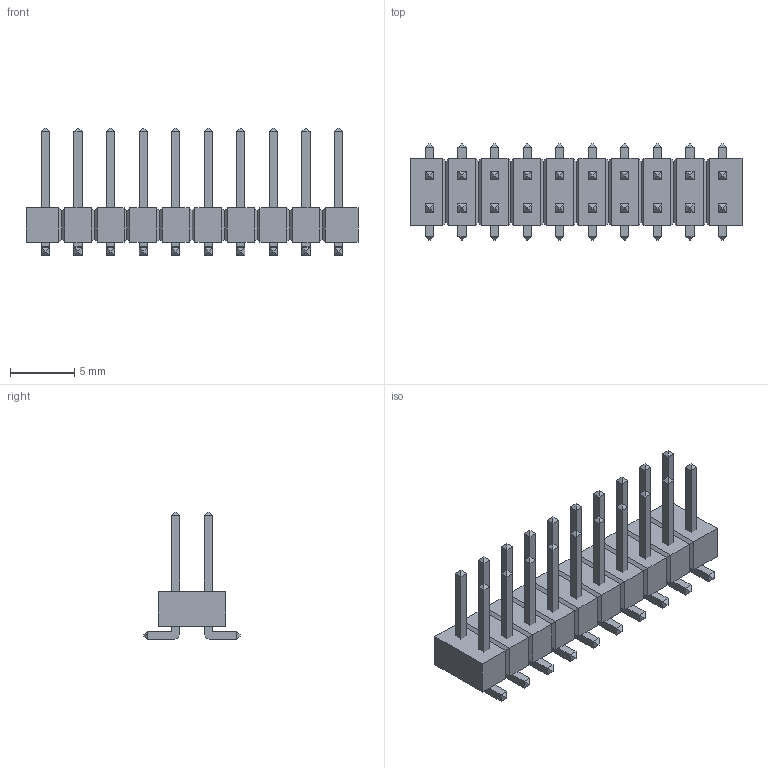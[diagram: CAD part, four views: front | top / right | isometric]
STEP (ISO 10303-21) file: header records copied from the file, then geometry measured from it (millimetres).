
FILE_DESCRIPTION(('FreeCAD Model'),'2;1');
FILE_NAME('463689.3.1.stp','2021-07-05T07:59:06',( 'Author'),(''),'Open CASCADE STEP processor 6.9','FreeCAD','Unknown' );
FILE_SCHEMA(('AUTOMOTIVE_DESIGN { 1 0 10303 214 1 1 1 1 }'));
Length unit declared in the file: millimetre
Products named in the file (3): ASSEMBLY; Body; LeadsArray
Assembly tree (2 placements, depth 2):
  ASSEMBLY
    Body
    LeadsArray
Bounding box: 25.9 x 7.5 x 9.95 mm (x, y, z)
Volume: 453.3 mm3; surface area: 1070.2 mm2
Topology: 21 solids, 21 shells, 474 faces, 1028 edges, 596 vertices
Faces by surface type: plane 434, cylinder 40
Entity records: 25887 total; most frequent: CARTESIAN_POINT 4541, DIRECTION 3934, LINE 2780, VECTOR 2780, ORIENTED_EDGE 2056, PCURVE 2056, DEFINITIONAL_REPRESENTATION 2056, EDGE_CURVE 1028
